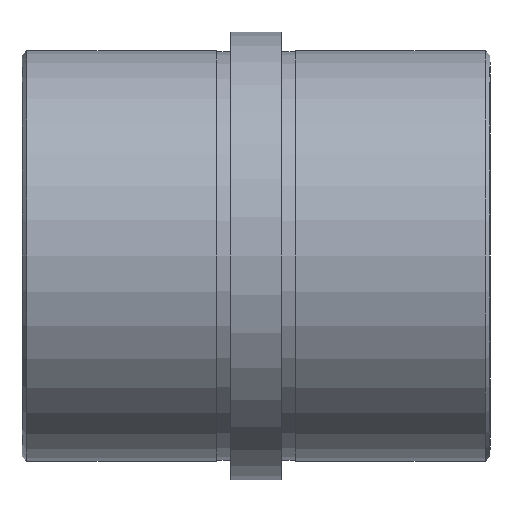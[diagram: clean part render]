
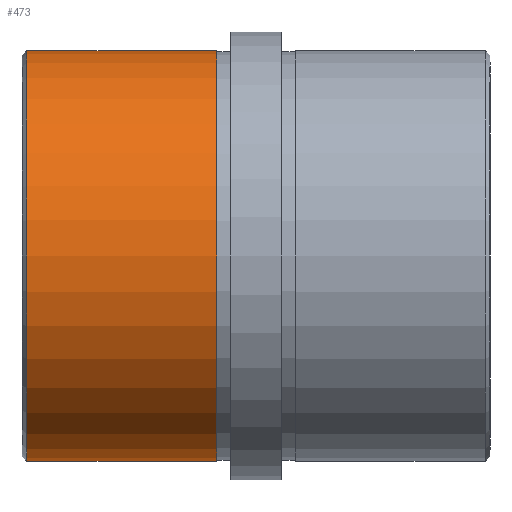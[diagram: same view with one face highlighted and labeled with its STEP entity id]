
A CAD part, front view. The second image highlights one B-rep face of the part: STEP entity #473.
In plain terms, the highlighted cylindrical face has radius 22.15 mm (diameter 44.3 mm), a partial arc.
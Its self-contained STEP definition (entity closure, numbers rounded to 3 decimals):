
#4 = ORIENTED_EDGE ( 'NONE', *, *, #372, .T. ) ;
#18 = DIRECTION ( 'NONE',  ( 0., 0., 1. ) ) ;
#21 = VECTOR ( 'NONE', #255, 1000. ) ;
#51 = CARTESIAN_POINT ( 'NONE',  ( -42.446, 0., 22.15 ) ) ;
#66 = CARTESIAN_POINT ( 'NONE',  ( -4.25, 0., 22.15 ) ) ;
#70 = DIRECTION ( 'NONE',  ( 0., 0., 1. ) ) ;
#100 = AXIS2_PLACEMENT_3D ( 'NONE', #280, #386, #70 ) ;
#111 = EDGE_CURVE ( 'NONE', #369, #251, #296, .T. ) ;
#115 = ORIENTED_EDGE ( 'NONE', *, *, #111, .F. ) ;
#152 = LINE ( 'NONE', #51, #21 ) ;
#175 = DIRECTION ( 'NONE',  ( -1., 0., 0. ) ) ;
#222 = FACE_OUTER_BOUND ( 'NONE', #465, .T. ) ;
#250 = DIRECTION ( 'NONE',  ( 0., 0., 1. ) ) ;
#251 = VERTEX_POINT ( 'NONE', #495 ) ;
#255 = DIRECTION ( 'NONE',  ( -1., 0., 0. ) ) ;
#275 = EDGE_CURVE ( 'NONE', #538, #522, #588, .T. ) ;
#280 = CARTESIAN_POINT ( 'NONE',  ( -24.75, 0., 0. ) ) ;
#296 = CIRCLE ( 'NONE', #100, 22.15 ) ;
#314 = ORIENTED_EDGE ( 'NONE', *, *, #414, .F. ) ;
#349 = CARTESIAN_POINT ( 'NONE',  ( -4.25, 0., 0. ) ) ;
#369 = VERTEX_POINT ( 'NONE', #409 ) ;
#372 = EDGE_CURVE ( 'NONE', #522, #251, #152, .T. ) ;
#386 = DIRECTION ( 'NONE',  ( -1., 0., 0. ) ) ;
#406 = ORIENTED_EDGE ( 'NONE', *, *, #275, .T. ) ;
#409 = CARTESIAN_POINT ( 'NONE',  ( -24.75, 0., -22.15 ) ) ;
#414 = EDGE_CURVE ( 'NONE', #538, #369, #461, .T. ) ;
#459 = VECTOR ( 'NONE', #661, 1000. ) ;
#461 = LINE ( 'NONE', #665, #459 ) ;
#465 = EDGE_LOOP ( 'NONE', ( #314, #406, #4, #115 ) ) ;
#467 = AXIS2_PLACEMENT_3D ( 'NONE', #349, #543, #250 ) ;
#473 = ADVANCED_FACE ( 'NONE', ( #222 ), #626, .T. ) ;
#477 = CARTESIAN_POINT ( 'NONE',  ( -42.446, 0., 0. ) ) ;
#495 = CARTESIAN_POINT ( 'NONE',  ( -24.75, 0., 22.15 ) ) ;
#522 = VERTEX_POINT ( 'NONE', #66 ) ;
#538 = VERTEX_POINT ( 'NONE', #637 ) ;
#539 = AXIS2_PLACEMENT_3D ( 'NONE', #477, #175, #18 ) ;
#543 = DIRECTION ( 'NONE',  ( -1., 0., 0. ) ) ;
#588 = CIRCLE ( 'NONE', #467, 22.15 ) ;
#626 = CYLINDRICAL_SURFACE ( 'NONE', #539, 22.15 ) ;
#637 = CARTESIAN_POINT ( 'NONE',  ( -4.25, 0., -22.15 ) ) ;
#661 = DIRECTION ( 'NONE',  ( -1., 0., 0. ) ) ;
#665 = CARTESIAN_POINT ( 'NONE',  ( -42.446, 0., -22.15 ) ) ;
